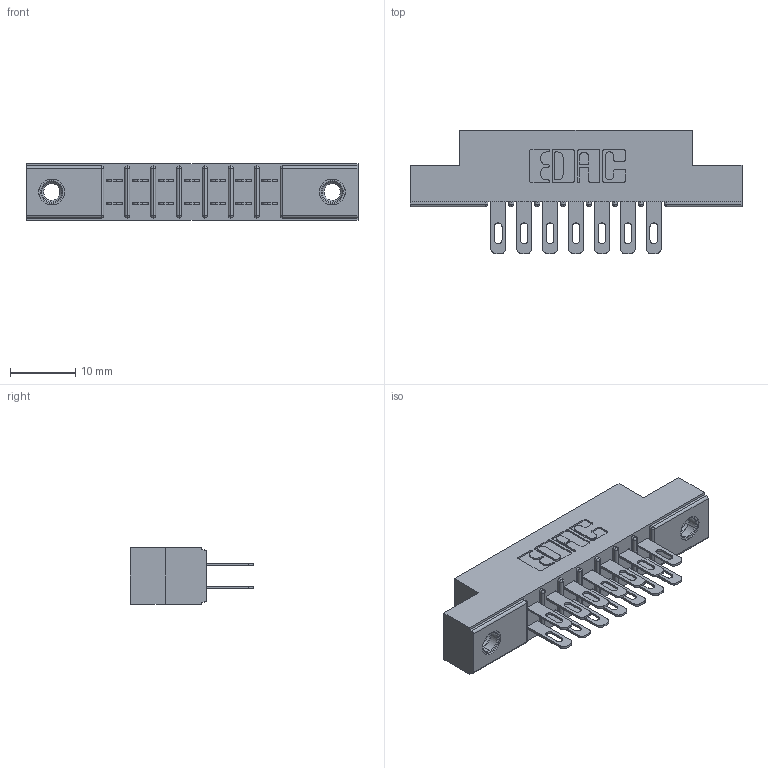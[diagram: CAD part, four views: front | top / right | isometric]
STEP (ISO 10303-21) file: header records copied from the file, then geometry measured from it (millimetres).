
FILE_DESCRIPTION (( 'STEP AP203' ), '1' );
FILE_NAME ('315-014-500-207.STEP', '2019-09-10T13:26:44', ( '' ), ( '' ), 'SwSTEP 2.0', 'SolidWorks 2016', '' );
FILE_SCHEMA (( 'CONFIG_CONTROL_DESIGN' ));
Length unit declared in the file: inch
Products named in the file (4): 305 Part_.156 Dia; 305-290-001_500; 315-014-500-207; 345-250-001_345-250-005-103
Assembly tree (17 placements, depth 2):
  315-014-500-207
    305 Part_.156 Dia
    305-290-001_500  x14
    345-250-001_345-250-005-103  x2
Bounding box: 50.75 x 18.85 x 8.71 mm (x, y, z)
Volume: 3239.4 mm3; surface area: 5510.9 mm2
Topology: 17 solids, 17 shells, 876 faces, 2461 edges, 1594 vertices
Faces by surface type: plane 492, cylinder 340, sphere 28, cone 12, torus 4
Entity records: 13047 total; most frequent: CARTESIAN_POINT 2142, ORIENTED_EDGE 2114, DIRECTION 2113, EDGE_CURVE 1057, LINE 811, VECTOR 811, VERTEX_POINT 680, AXIS2_PLACEMENT_3D 651
